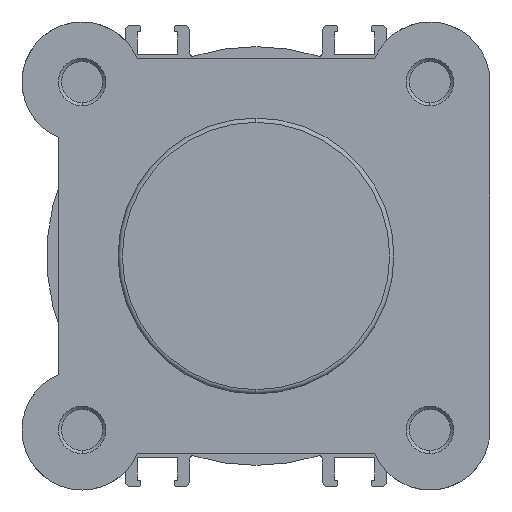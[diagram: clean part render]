
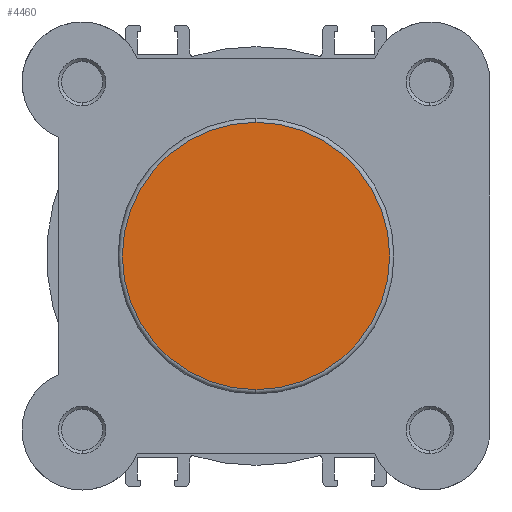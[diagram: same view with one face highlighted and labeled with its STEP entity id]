
A CAD part, left-side view. The second image highlights one B-rep face of the part: STEP entity #4460.
In plain terms, the highlighted planar face has unit normal (-1, 0, 0).
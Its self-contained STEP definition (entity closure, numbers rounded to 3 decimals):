
#265 = VERTEX_POINT ( 'NONE', #595 ) ;
#266 = VERTEX_POINT ( 'NONE', #596 ) ;
#595 = CARTESIAN_POINT ( 'NONE',  ( 0., 0., 21.7 ) ) ;
#596 = CARTESIAN_POINT ( 'NONE',  ( 0., 0., -21.7 ) ) ;
#959 = CARTESIAN_POINT ( 'NONE',  ( 0., 0., 0. ) ) ;
#960 = DIRECTION ( 'NONE',  ( -1., 0., 0. ) ) ;
#961 = DIRECTION ( 'NONE',  ( 0., 0., -1. ) ) ;
#2155 = EDGE_CURVE ( 'NONE', #265, #266, #3571, .T. ) ;
#2648 = AXIS2_PLACEMENT_3D ( 'NONE', #959, #960, #961 ) ;
#3042 = AXIS2_PLACEMENT_3D ( 'NONE', #6429, #6438, #6439 ) ;
#3095 = AXIS2_PLACEMENT_3D ( 'NONE', #6638, #6640, #6641 ) ;
#3209 = EDGE_LOOP ( 'NONE', ( #7529, #7565 ) ) ;
#3571 = CIRCLE ( 'NONE', #2648, 21.7 ) ;
#4460 = ADVANCED_FACE ( 'NONE', ( #6131 ), #6428, .F. ) ;
#4508 = EDGE_CURVE ( 'NONE', #266, #265, #6218, .T. ) ;
#6131 = FACE_OUTER_BOUND ( 'NONE', #3209, .T. ) ;
#6218 = CIRCLE ( 'NONE', #3095, 21.7 ) ;
#6428 = PLANE ( 'NONE',  #3042 ) ;
#6429 = CARTESIAN_POINT ( 'NONE',  ( 0., 22.4, 0. ) ) ;
#6438 = DIRECTION ( 'NONE',  ( 1., 0., 0. ) ) ;
#6439 = DIRECTION ( 'NONE',  ( 0., 0., -1. ) ) ;
#6638 = CARTESIAN_POINT ( 'NONE',  ( 0., 0., 0. ) ) ;
#6640 = DIRECTION ( 'NONE',  ( -1., 0., 0. ) ) ;
#6641 = DIRECTION ( 'NONE',  ( 0., 0., -1. ) ) ;
#7529 = ORIENTED_EDGE ( 'NONE', *, *, #4508, .T. ) ;
#7565 = ORIENTED_EDGE ( 'NONE', *, *, #2155, .T. ) ;
